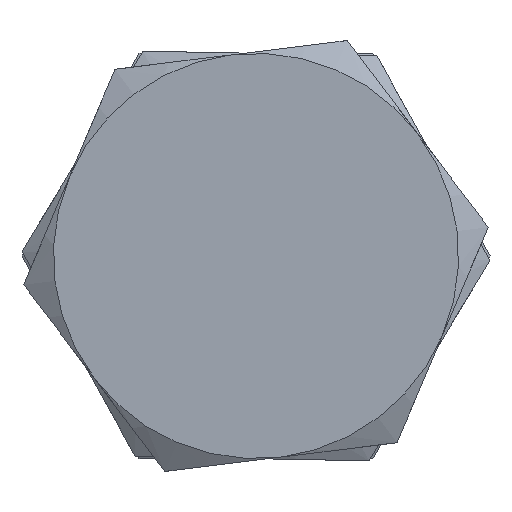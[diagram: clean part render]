
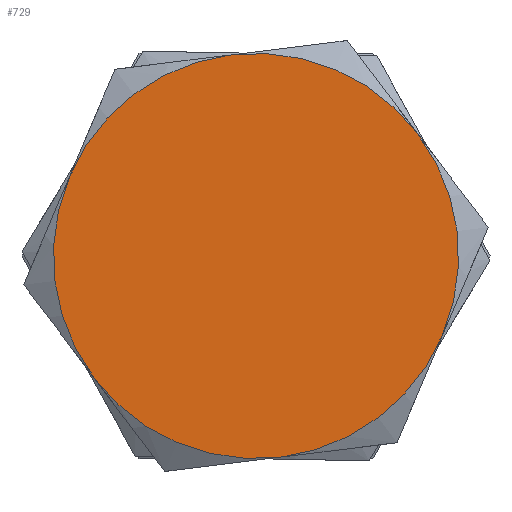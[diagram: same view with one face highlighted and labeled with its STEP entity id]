
A CAD part, left-side view. The second image highlights one B-rep face of the part: STEP entity #729.
In plain terms, the highlighted planar face has unit normal (-1, 0, 0).
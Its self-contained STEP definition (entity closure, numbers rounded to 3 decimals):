
#85=PLANE('',#826);
#134=FACE_OUTER_BOUND('',#186,.T.);
#186=EDGE_LOOP('',(#651,#652,#653,#654,#655,#656));
#288=CIRCLE('',#807,8.5);
#289=CIRCLE('',#809,8.5);
#290=CIRCLE('',#811,8.5);
#291=CIRCLE('',#813,8.5);
#292=CIRCLE('',#815,8.5);
#293=CIRCLE('',#817,8.5);
#340=VERTEX_POINT('',#1212);
#342=VERTEX_POINT('',#1217);
#344=VERTEX_POINT('',#1224);
#345=VERTEX_POINT('',#1233);
#348=VERTEX_POINT('',#1244);
#349=VERTEX_POINT('',#1253);
#429=EDGE_CURVE('',#342,#340,#288,.T.);
#433=EDGE_CURVE('',#344,#342,#289,.T.);
#435=EDGE_CURVE('',#340,#345,#290,.T.);
#439=EDGE_CURVE('',#348,#344,#291,.T.);
#441=EDGE_CURVE('',#345,#349,#292,.T.);
#445=EDGE_CURVE('',#349,#348,#293,.T.);
#651=ORIENTED_EDGE('',*,*,#429,.T.);
#652=ORIENTED_EDGE('',*,*,#435,.T.);
#653=ORIENTED_EDGE('',*,*,#441,.T.);
#654=ORIENTED_EDGE('',*,*,#445,.T.);
#655=ORIENTED_EDGE('',*,*,#439,.T.);
#656=ORIENTED_EDGE('',*,*,#433,.T.);
#729=ADVANCED_FACE('',(#134),#85,.F.);
#807=AXIS2_PLACEMENT_3D('',#1218,#956,#957);
#809=AXIS2_PLACEMENT_3D('',#1231,#960,#961);
#811=AXIS2_PLACEMENT_3D('',#1238,#964,#965);
#813=AXIS2_PLACEMENT_3D('',#1251,#968,#969);
#815=AXIS2_PLACEMENT_3D('',#1258,#972,#973);
#817=AXIS2_PLACEMENT_3D('',#1270,#976,#977);
#826=AXIS2_PLACEMENT_3D('',#1298,#1006,#1007);
#956=DIRECTION('center_axis',(-1.,0.,0.));
#957=DIRECTION('ref_axis',(0.,0.39,-0.921));
#960=DIRECTION('center_axis',(-1.,0.,0.));
#961=DIRECTION('ref_axis',(0.,0.39,-0.921));
#964=DIRECTION('center_axis',(-1.,0.,0.));
#965=DIRECTION('ref_axis',(0.,0.39,-0.921));
#968=DIRECTION('center_axis',(-1.,0.,0.));
#969=DIRECTION('ref_axis',(0.,0.39,-0.921));
#972=DIRECTION('center_axis',(-1.,0.,0.));
#973=DIRECTION('ref_axis',(0.,0.39,-0.921));
#976=DIRECTION('center_axis',(-1.,0.,0.));
#977=DIRECTION('ref_axis',(0.,0.39,-0.921));
#1006=DIRECTION('center_axis',(1.,0.,0.));
#1007=DIRECTION('ref_axis',(0.,-0.921,-0.39));
#1212=CARTESIAN_POINT('',(-67.281,6.782,-5.123));
#1217=CARTESIAN_POINT('',(-67.281,7.828,3.312));
#1218=CARTESIAN_POINT('Origin',(-67.281,0.,
0.));
#1224=CARTESIAN_POINT('',(-67.281,1.046,8.435));
#1231=CARTESIAN_POINT('Origin',(-67.281,0.,
0.));
#1233=CARTESIAN_POINT('',(-67.281,-1.046,-8.435));
#1238=CARTESIAN_POINT('Origin',(-67.281,0.,
0.));
#1244=CARTESIAN_POINT('',(-67.281,-6.782,5.123));
#1251=CARTESIAN_POINT('Origin',(-67.281,0.,
0.));
#1253=CARTESIAN_POINT('',(-67.281,-7.828,-3.312));
#1258=CARTESIAN_POINT('Origin',(-67.281,0.,
0.));
#1270=CARTESIAN_POINT('Origin',(-67.281,0.,
0.));
#1298=CARTESIAN_POINT('Origin',(-67.281,0.,
0.));
